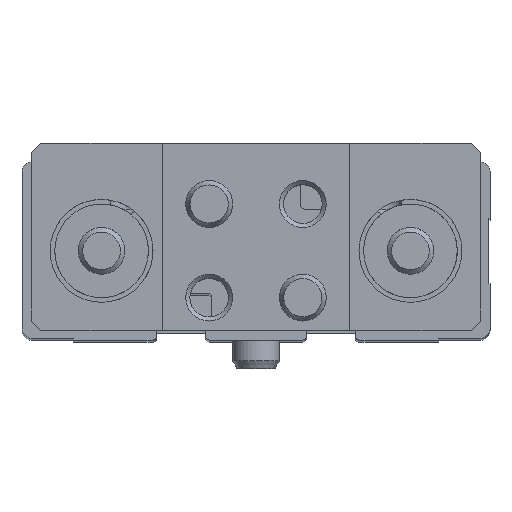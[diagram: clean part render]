
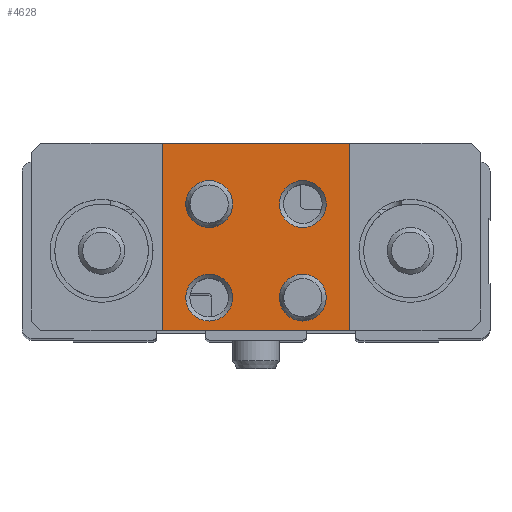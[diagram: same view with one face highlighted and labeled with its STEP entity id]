
A CAD part, top view. The second image highlights one B-rep face of the part: STEP entity #4628.
In plain terms, the highlighted planar face has unit normal (0, 0, 1).
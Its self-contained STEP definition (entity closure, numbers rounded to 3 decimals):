
#207=PLANE('',#5159);
#450=CIRCLE('',#5160,2.5);
#451=CIRCLE('',#5161,2.5);
#452=CIRCLE('',#5162,2.5);
#453=CIRCLE('',#5163,2.5);
#1340=ORIENTED_EDGE('',*,*,#2208,.T.);
#1341=ORIENTED_EDGE('',*,*,#2209,.T.);
#1342=ORIENTED_EDGE('',*,*,#2210,.T.);
#1343=ORIENTED_EDGE('',*,*,#2211,.T.);
#1344=ORIENTED_EDGE('',*,*,#2199,.T.);
#1345=ORIENTED_EDGE('',*,*,#2212,.T.);
#1346=ORIENTED_EDGE('',*,*,#2191,.T.);
#1347=ORIENTED_EDGE('',*,*,#2213,.T.);
#2191=EDGE_CURVE('',#2690,#2697,#3052,.T.);
#2199=EDGE_CURVE('',#2706,#2705,#3060,.T.);
#2208=EDGE_CURVE('',#2714,#2714,#450,.T.);
#2209=EDGE_CURVE('',#2715,#2715,#451,.T.);
#2210=EDGE_CURVE('',#2716,#2716,#452,.T.);
#2211=EDGE_CURVE('',#2717,#2717,#453,.T.);
#2212=EDGE_CURVE('',#2705,#2690,#3069,.T.);
#2213=EDGE_CURVE('',#2697,#2706,#3070,.T.);
#2690=VERTEX_POINT('',#7802);
#2697=VERTEX_POINT('',#7815);
#2705=VERTEX_POINT('',#7833);
#2706=VERTEX_POINT('',#7835);
#2714=VERTEX_POINT('',#7854);
#2715=VERTEX_POINT('',#7856);
#2716=VERTEX_POINT('',#7858);
#2717=VERTEX_POINT('',#7860);
#3052=LINE('',#7816,#3352);
#3060=LINE('',#7834,#3360);
#3069=LINE('',#7861,#3369);
#3070=LINE('',#7862,#3370);
#3352=VECTOR('',#6280,1000.);
#3360=VECTOR('',#6292,1000.);
#3369=VECTOR('',#6313,1000.);
#3370=VECTOR('',#6314,1000.);
#3670=EDGE_LOOP('',(#1340));
#3671=EDGE_LOOP('',(#1341));
#3672=EDGE_LOOP('',(#1342));
#3673=EDGE_LOOP('',(#1343));
#3674=EDGE_LOOP('',(#1344,#1345,#1346,#1347));
#4144=FACE_BOUND('',#3670,.T.);
#4145=FACE_BOUND('',#3671,.T.);
#4146=FACE_BOUND('',#3672,.T.);
#4147=FACE_BOUND('',#3673,.T.);
#4148=FACE_BOUND('',#3674,.T.);
#4628=ADVANCED_FACE('',(#4144,#4145,#4146,#4147,#4148),#207,.T.);
#5159=AXIS2_PLACEMENT_3D('',#7852,#6303,#6304);
#5160=AXIS2_PLACEMENT_3D('',#7853,#6305,#6306);
#5161=AXIS2_PLACEMENT_3D('',#7855,#6307,#6308);
#5162=AXIS2_PLACEMENT_3D('',#7857,#6309,#6310);
#5163=AXIS2_PLACEMENT_3D('',#7859,#6311,#6312);
#6280=DIRECTION('',(-1.,0.,0.));
#6292=DIRECTION('',(1.,0.,0.));
#6303=DIRECTION('',(0.,0.,1.));
#6304=DIRECTION('',(1.,0.,0.));
#6305=DIRECTION('',(0.,0.,-1.));
#6306=DIRECTION('',(-1.,0.,0.));
#6307=DIRECTION('',(0.,0.,-1.));
#6308=DIRECTION('',(-1.,0.,0.));
#6309=DIRECTION('',(0.,0.,-1.));
#6310=DIRECTION('',(-1.,0.,0.));
#6311=DIRECTION('',(0.,0.,-1.));
#6312=DIRECTION('',(-1.,0.,0.));
#6313=DIRECTION('',(0.,1.,0.));
#6314=DIRECTION('',(0.,-1.,0.));
#7802=CARTESIAN_POINT('',(10.,11.5,18.));
#7815=CARTESIAN_POINT('',(-10.,11.5,18.));
#7816=CARTESIAN_POINT('',(24.,11.5,18.));
#7833=CARTESIAN_POINT('',(10.,-8.5,18.));
#7834=CARTESIAN_POINT('',(-24.,-8.5,18.));
#7835=CARTESIAN_POINT('',(-10.,-8.5,18.));
#7852=CARTESIAN_POINT('',(0.,0.,18.));
#7853=CARTESIAN_POINT('',(-5.,-5.,18.));
#7854=CARTESIAN_POINT('',(-7.5,-5.,18.));
#7855=CARTESIAN_POINT('',(-5.,5.,18.));
#7856=CARTESIAN_POINT('',(-7.5,5.,18.));
#7857=CARTESIAN_POINT('',(5.,-5.,18.));
#7858=CARTESIAN_POINT('',(2.5,-5.,18.));
#7859=CARTESIAN_POINT('',(5.,5.,18.));
#7860=CARTESIAN_POINT('',(2.5,5.,18.));
#7861=CARTESIAN_POINT('',(10.,0.,18.));
#7862=CARTESIAN_POINT('',(-10.,0.,18.));
